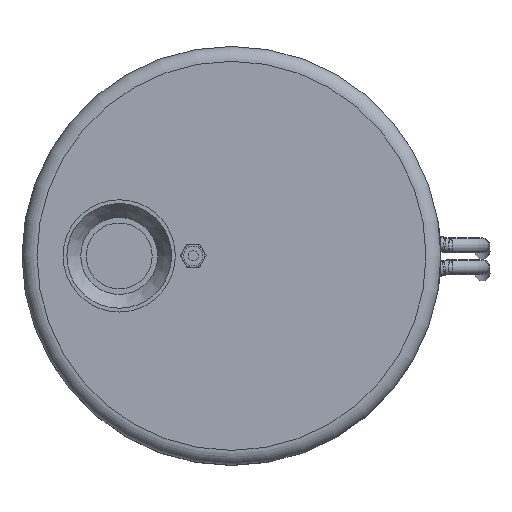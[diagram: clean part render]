
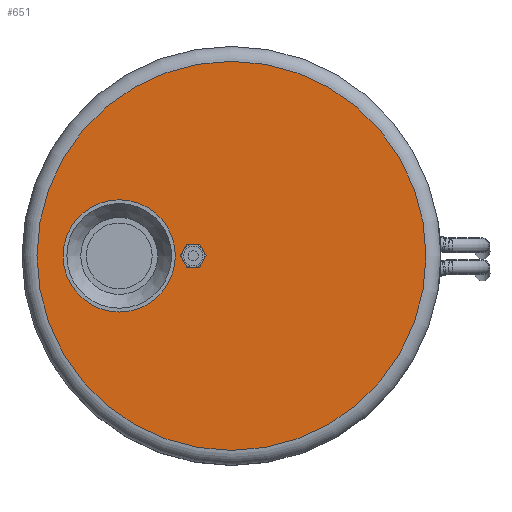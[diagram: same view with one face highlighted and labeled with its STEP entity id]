
A CAD part, top view. The second image highlights one B-rep face of the part: STEP entity #651.
In plain terms, the highlighted planar face has unit normal (0, 0, 1).
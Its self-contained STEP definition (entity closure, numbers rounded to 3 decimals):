
#505=PLANE('',#2541);
#651=ADVANCED_FACE('',(#884,#885,#886),#505,.T.);
#884=FACE_BOUND('',#1137,.T.);
#885=FACE_BOUND('',#1138,.T.);
#886=FACE_BOUND('',#1139,.T.);
#1137=EDGE_LOOP('',(#1663));
#1138=EDGE_LOOP('',(#1664));
#1139=EDGE_LOOP('',(#1665));
#1663=ORIENTED_EDGE('',*,*,#2042,.T.);
#1664=ORIENTED_EDGE('',*,*,#2057,.T.);
#1665=ORIENTED_EDGE('',*,*,#1964,.T.);
#1749=VERTEX_POINT('',#3606);
#1815=VERTEX_POINT('',#3805);
#1836=VERTEX_POINT('',#3861);
#1964=EDGE_CURVE('',#1749,#1749,#2223,.T.);
#2042=EDGE_CURVE('',#1815,#1815,#2241,.T.);
#2057=EDGE_CURVE('',#1836,#1836,#2256,.T.);
#2223=CIRCLE('',#2399,2.068);
#2241=CIRCLE('',#2436,41.275);
#2256=CIRCLE('',#2471,11.913);
#2399=AXIS2_PLACEMENT_3D('',#3605,#2789,#2790);
#2436=AXIS2_PLACEMENT_3D('',#3804,#2911,#2912);
#2471=AXIS2_PLACEMENT_3D('',#3860,#2981,#2982);
#2541=AXIS2_PLACEMENT_3D('',#4067,#3200,#3201);
#2789=DIRECTION('',(0.,0.,-1.));
#2790=DIRECTION('',(1.,0.,0.));
#2911=DIRECTION('',(0.,0.,1.));
#2912=DIRECTION('',(1.,0.,0.));
#2981=DIRECTION('',(0.,0.,-1.));
#2982=DIRECTION('',(-1.,0.,0.));
#3200=DIRECTION('',(0.,0.,1.));
#3201=DIRECTION('',(1.,0.,0.));
#3605=CARTESIAN_POINT('',(-8.128,0.,4.839));
#3606=CARTESIAN_POINT('',(-6.06,0.,4.839));
#3804=CARTESIAN_POINT('',(0.,0.,4.839));
#3805=CARTESIAN_POINT('',(41.275,0.,4.839));
#3860=CARTESIAN_POINT('',(-23.825,0.,4.839));
#3861=CARTESIAN_POINT('',(-35.738,0.,4.839));
#4067=CARTESIAN_POINT('',(0.,0.,4.839));
